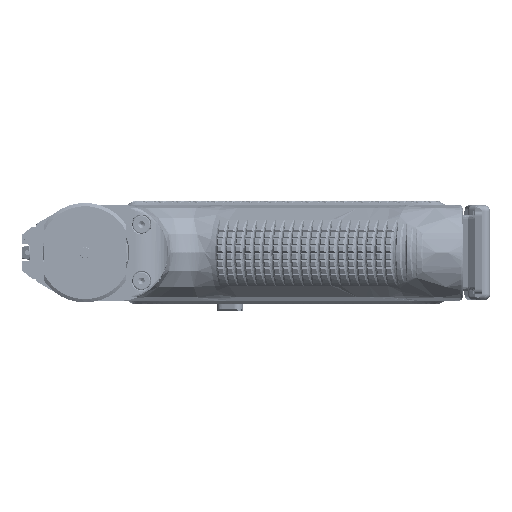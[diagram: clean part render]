
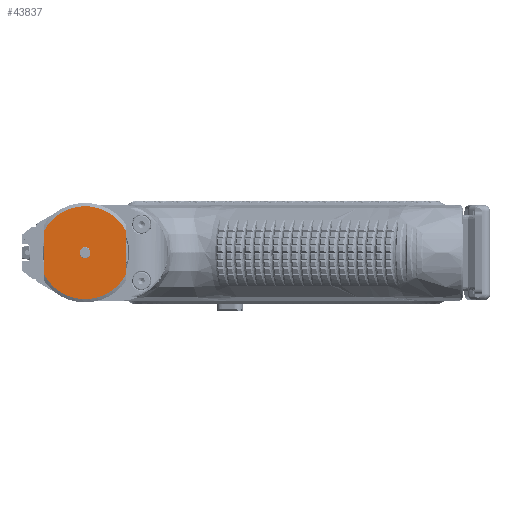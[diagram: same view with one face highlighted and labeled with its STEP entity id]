
A CAD part, left-side view. The second image highlights one B-rep face of the part: STEP entity #43837.
In plain terms, the highlighted planar face has unit normal (-1, 0, 0).
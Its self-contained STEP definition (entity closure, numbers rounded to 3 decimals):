
#43468 = VERTEX_POINT('',#43469);
#43469 = CARTESIAN_POINT('',(-91.2,12.5,-6.305));
#43478 = VERTEX_POINT('',#43479);
#43479 = CARTESIAN_POINT('',(-91.2,-12.5,-6.305));
#43486 = EDGE_CURVE('',#43468,#43478,#43487,.T.);
#43487 = CIRCLE('',#43488,14.);
#43488 = AXIS2_PLACEMENT_3D('',#43489,#43490,#43491);
#43489 = CARTESIAN_POINT('',(-91.2,0.,
    0.));
#43490 = DIRECTION('',(-1.,0.,0.));
#43491 = DIRECTION('',(0.,0.,1.));
#43808 = VERTEX_POINT('',#43809);
#43809 = CARTESIAN_POINT('',(-91.2,12.5,6.305));
#43816 = EDGE_CURVE('',#43817,#43808,#43819,.T.);
#43817 = VERTEX_POINT('',#43818);
#43818 = CARTESIAN_POINT('',(-91.2,-12.5,6.305));
#43819 = CIRCLE('',#43820,14.);
#43820 = AXIS2_PLACEMENT_3D('',#43821,#43822,#43823);
#43821 = CARTESIAN_POINT('',(-91.2,0.,
    0.));
#43822 = DIRECTION('',(-1.,0.,0.));
#43823 = DIRECTION('',(0.,0.,1.));
#43837 = ADVANCED_FACE('',(#43838,#43854),#43865,.T.);
#43838 = FACE_BOUND('',#43839,.T.);
#43839 = EDGE_LOOP('',(#43840,#43846,#43847,#43853));
#43840 = ORIENTED_EDGE('',*,*,#43841,.T.);
#43841 = EDGE_CURVE('',#43808,#43468,#43842,.T.);
#43842 = LINE('',#43843,#43844);
#43843 = CARTESIAN_POINT('',(-91.2,12.5,8.292));
#43844 = VECTOR('',#43845,1.);
#43845 = DIRECTION('',(0.,0.,-1.));
#43846 = ORIENTED_EDGE('',*,*,#43486,.T.);
#43847 = ORIENTED_EDGE('',*,*,#43848,.T.);
#43848 = EDGE_CURVE('',#43478,#43817,#43849,.T.);
#43849 = LINE('',#43850,#43851);
#43850 = CARTESIAN_POINT('',(-91.2,-12.5,8.292));
#43851 = VECTOR('',#43852,1.);
#43852 = DIRECTION('',(0.,0.,1.));
#43853 = ORIENTED_EDGE('',*,*,#43816,.T.);
#43854 = FACE_BOUND('',#43855,.T.);
#43855 = EDGE_LOOP('',(#43856));
#43856 = ORIENTED_EDGE('',*,*,#43857,.F.);
#43857 = EDGE_CURVE('',#43858,#43858,#43860,.T.);
#43858 = VERTEX_POINT('',#43859);
#43859 = CARTESIAN_POINT('',(-91.2,0.,1.65));
#43860 = CIRCLE('',#43861,1.65);
#43861 = AXIS2_PLACEMENT_3D('',#43862,#43863,#43864);
#43862 = CARTESIAN_POINT('',(-91.2,0.,
    0.));
#43863 = DIRECTION('',(-1.,0.,0.));
#43864 = DIRECTION('',(0.,0.,1.));
#43865 = PLANE('',#43866);
#43866 = AXIS2_PLACEMENT_3D('',#43867,#43868,#43869);
#43867 = CARTESIAN_POINT('',(-91.2,0.,
    0.));
#43868 = DIRECTION('',(-1.,0.,0.));
#43869 = DIRECTION('',(0.,0.,1.));
